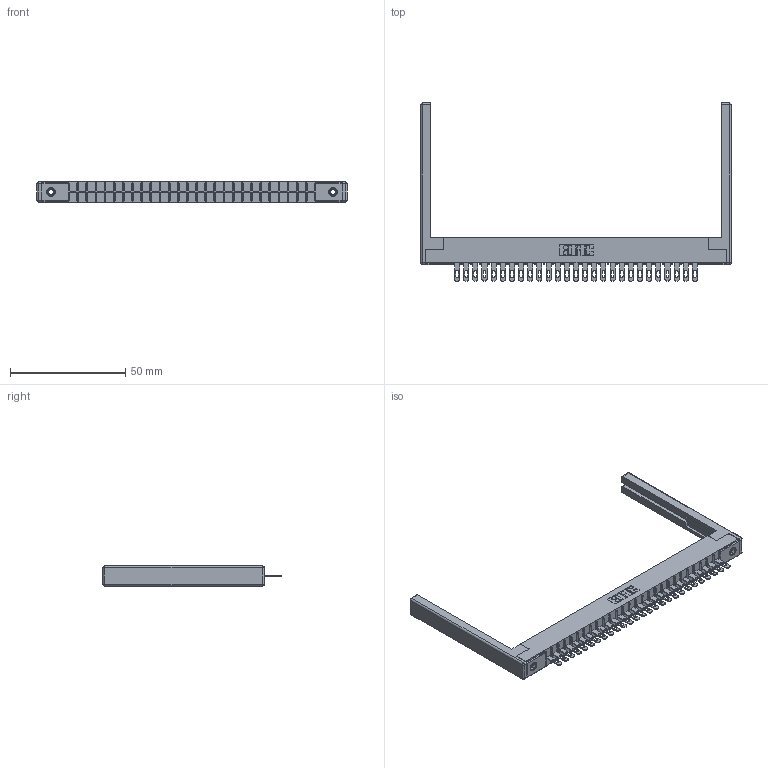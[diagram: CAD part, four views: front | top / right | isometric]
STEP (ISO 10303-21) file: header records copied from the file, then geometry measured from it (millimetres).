
FILE_DESCRIPTION (( 'STEP AP203' ), '1' );
FILE_NAME ('306-027-500-168.STEP', '2019-09-11T21:47:40', ( '' ), ( '' ), 'SwSTEP 2.0', 'SolidWorks 2016', '' );
FILE_SCHEMA (( 'CONFIG_CONTROL_DESIGN' ));
Length unit declared in the file: inch
Products named in the file (5): 306-027-500-168; 306 Part_.156 Dia; 345-250-001_345-250-001-102; 306-290-001_100; 307-220-068
Assembly tree (32 placements, depth 2):
  306-027-500-168
    306 Part_.156 Dia
    306-290-001_100  x27
    345-250-001_345-250-001-102  x2
    307-220-068  x2
Bounding box: 134.42 x 77.17 x 8.71 mm (x, y, z)
Volume: 13846.3 mm3; surface area: 18456.2 mm2
Topology: 32 solids, 32 shells, 2322 faces, 6511 edges, 4174 vertices
Faces by surface type: plane 1506, cylinder 684, sphere 116, cone 12, torus 4
Entity records: 30045 total; most frequent: CARTESIAN_POINT 5009, ORIENTED_EDGE 4956, DIRECTION 4954, EDGE_CURVE 2478, VECTOR 1924, LINE 1924, VERTEX_POINT 1570, AXIS2_PLACEMENT_3D 1515
